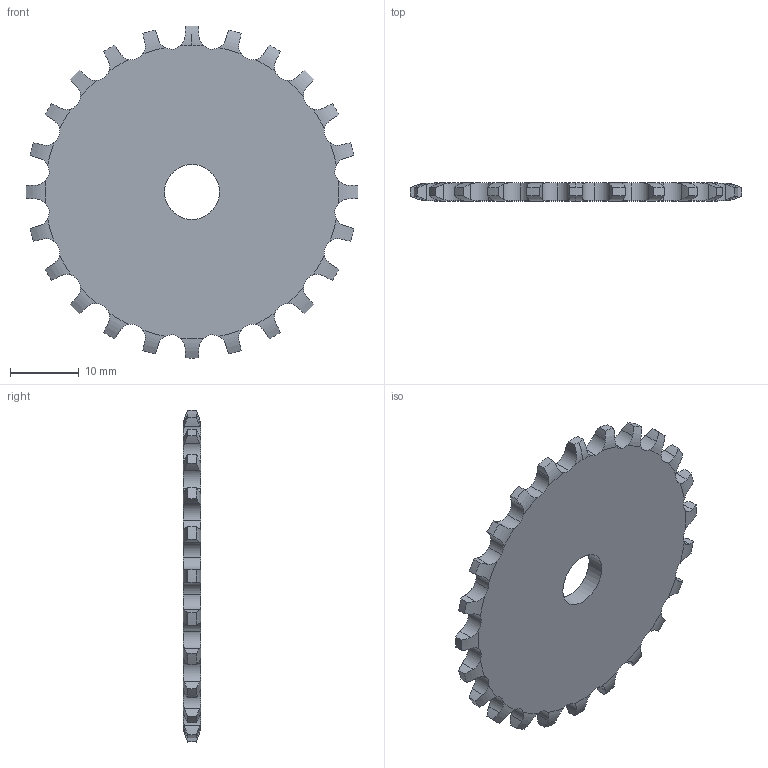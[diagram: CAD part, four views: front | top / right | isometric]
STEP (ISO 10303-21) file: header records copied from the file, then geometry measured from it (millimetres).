
FILE_DESCRIPTION(('FreeCAD Model'),'2;1');
FILE_NAME('Open CASCADE Shape Model','2022-01-09T08:27:21',('FreeCAD'),( 'FreeCAD'),'Open CASCADE STEP processor 7.4','FreeCAD','Unknown');
FILE_SCHEMA(('AUTOMOTIVE_DESIGN { 1 0 10303 214 1 1 1 1 }'));
Length unit declared in the file: millimetre
Products named in the file (1): Open CASCADE STEP translator 7.4 17
Bounding box: 48.3 x 2.6 x 48.3 mm (x, y, z)
Volume: 3879.7 mm3; surface area: 3626.1 mm2
Topology: 1 solids, 1 shells, 173 faces, 561 edges, 390 vertices
Faces by surface type: cylinder 121, revolution 50, plane 2
Full cylindrical faces by diameter (mm): 8 x1
Entity records: 20487 total; most frequent: CARTESIAN_POINT 10379, DIRECTION 1654, ORIENTED_EDGE 1122, PCURVE 1122, DEFINITIONAL_REPRESENTATION 1122, LINE 663, VECTOR 663, B_SPLINE_CURVE_WITH_KNOTS 576
